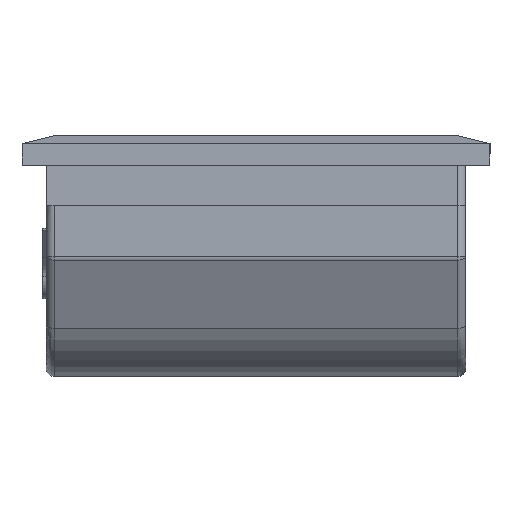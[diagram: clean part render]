
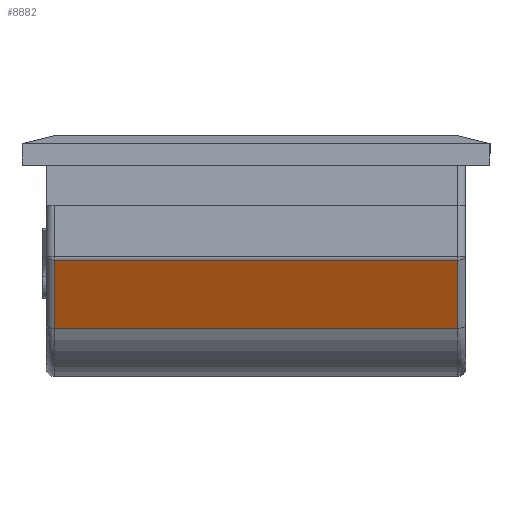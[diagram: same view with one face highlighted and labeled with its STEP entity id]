
A CAD part, left-side view. The second image highlights one B-rep face of the part: STEP entity #8882.
In plain terms, the highlighted planar face has unit normal (-0.908, 0, -0.418).
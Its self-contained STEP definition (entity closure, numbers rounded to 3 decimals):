
#775 = EDGE_CURVE ( 'NONE', #6133, #2033, #7828, .T. ) ;
#1265 = ORIENTED_EDGE ( 'NONE', *, *, #7495, .T. ) ;
#1378 = DIRECTION ( 'NONE',  ( -0.418, 0., 0.908 ) ) ;
#1444 = DIRECTION ( 'NONE',  ( -0.908, 0., -0.418 ) ) ;
#1764 = ORIENTED_EDGE ( 'NONE', *, *, #1824, .T. ) ;
#1824 = EDGE_CURVE ( 'NONE', #9742, #6133, #2806, .T. ) ;
#2033 = VERTEX_POINT ( 'NONE', #10378 ) ;
#2359 = EDGE_LOOP ( 'NONE', ( #2996, #5601, #1265, #1764 ) ) ;
#2379 = PLANE ( 'NONE',  #5682 ) ;
#2419 = CARTESIAN_POINT ( 'NONE',  ( -23.25, 128.761, -7.4 ) ) ;
#2433 = VECTOR ( 'NONE', #3063, 1000. ) ;
#2538 = LINE ( 'NONE', #3037, #2433 ) ;
#2806 = LINE ( 'NONE', #9710, #2828 ) ;
#2828 = VECTOR ( 'NONE', #9486, 1000. ) ;
#2996 = ORIENTED_EDGE ( 'NONE', *, *, #775, .T. ) ;
#3037 = CARTESIAN_POINT ( 'NONE',  ( -23.25, -12.1, -7.4 ) ) ;
#3063 = DIRECTION ( 'NONE',  ( -0.418, 0., 0.908 ) ) ;
#4579 = CARTESIAN_POINT ( 'NONE',  ( -23.204, 12.1, -7.499 ) ) ;
#5238 = EDGE_CURVE ( 'NONE', #9196, #2033, #8099, .T. ) ;
#5370 = CARTESIAN_POINT ( 'NONE',  ( -23.204, -12.1, -7.499 ) ) ;
#5601 = ORIENTED_EDGE ( 'NONE', *, *, #5238, .F. ) ;
#5682 = AXIS2_PLACEMENT_3D ( 'NONE', #2419, #1444, #1378 ) ;
#5878 = DIRECTION ( 'NONE',  ( 0., 1., 0. ) ) ;
#6133 = VERTEX_POINT ( 'NONE', #4579 ) ;
#6341 = CARTESIAN_POINT ( 'NONE',  ( -21.323, 128.761, -11.589 ) ) ;
#6816 = CARTESIAN_POINT ( 'NONE',  ( -23.25, 12.1, -7.4 ) ) ;
#6959 = CARTESIAN_POINT ( 'NONE',  ( -21.323, -12.1, -11.589 ) ) ;
#7495 = EDGE_CURVE ( 'NONE', #9196, #9742, #2538, .T. ) ;
#7828 = LINE ( 'NONE', #6816, #8281 ) ;
#8099 = LINE ( 'NONE', #6341, #8393 ) ;
#8281 = VECTOR ( 'NONE', #9011, 1000. ) ;
#8393 = VECTOR ( 'NONE', #5878, 1000. ) ;
#8882 = ADVANCED_FACE ( 'NONE', ( #9019 ), #2379, .T. ) ;
#9011 = DIRECTION ( 'NONE',  ( 0.418, 0., -0.908 ) ) ;
#9019 = FACE_OUTER_BOUND ( 'NONE', #2359, .T. ) ;
#9196 = VERTEX_POINT ( 'NONE', #6959 ) ;
#9486 = DIRECTION ( 'NONE',  ( 0., 1., 0. ) ) ;
#9710 = CARTESIAN_POINT ( 'NONE',  ( -23.204, 128.761, -7.499 ) ) ;
#9742 = VERTEX_POINT ( 'NONE', #5370 ) ;
#10378 = CARTESIAN_POINT ( 'NONE',  ( -21.323, 12.1, -11.589 ) ) ;
